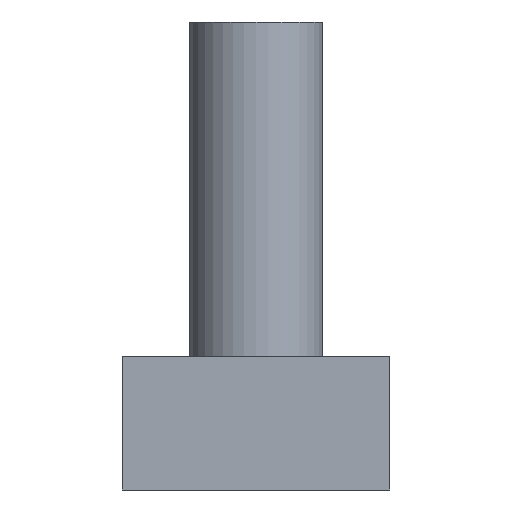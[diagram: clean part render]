
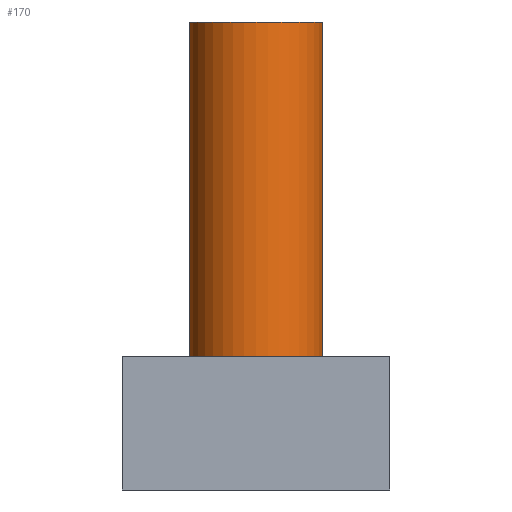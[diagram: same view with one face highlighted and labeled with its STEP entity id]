
A CAD part, left-side view. The second image highlights one B-rep face of the part: STEP entity #170.
In plain terms, the highlighted cylindrical face has radius 5 mm (diameter 10 mm), a full revolution.
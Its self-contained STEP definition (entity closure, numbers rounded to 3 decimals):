
#28=FACE_OUTER_BOUND('',#39,.T.);
#39=EDGE_LOOP('',(#128,#129,#130,#131));
#54=LINE('',#273,#69);
#69=VECTOR('',#224,5.);
#85=CIRCLE('',#198,5.);
#86=CIRCLE('',#199,5.);
#91=VERTEX_POINT('',#270);
#92=VERTEX_POINT('',#272);
#106=EDGE_CURVE('',#91,#91,#85,.T.);
#107=EDGE_CURVE('',#91,#92,#54,.T.);
#108=EDGE_CURVE('',#92,#92,#86,.T.);
#128=ORIENTED_EDGE('',*,*,#106,.F.);
#129=ORIENTED_EDGE('',*,*,#107,.T.);
#130=ORIENTED_EDGE('',*,*,#108,.F.);
#131=ORIENTED_EDGE('',*,*,#107,.F.);
#167=CYLINDRICAL_SURFACE('',#197,5.);
#170=ADVANCED_FACE('',(#28),#167,.T.);
#197=AXIS2_PLACEMENT_3D('',#269,#220,#221);
#198=AXIS2_PLACEMENT_3D('',#271,#222,#223);
#199=AXIS2_PLACEMENT_3D('',#274,#225,#226);
#220=DIRECTION('center_axis',(0.,0.,1.));
#221=DIRECTION('ref_axis',(-1.,0.,0.));
#222=DIRECTION('center_axis',(0.,0.,1.));
#223=DIRECTION('ref_axis',(-1.,0.,0.));
#224=DIRECTION('',(0.,0.,-1.));
#225=DIRECTION('center_axis',(0.,0.,-1.));
#226=DIRECTION('ref_axis',(-1.,0.,0.));
#269=CARTESIAN_POINT('Origin',(5.503,10.,10.));
#270=CARTESIAN_POINT('',(10.503,10.,35.));
#271=CARTESIAN_POINT('Origin',(5.503,10.,35.));
#272=CARTESIAN_POINT('',(10.503,10.,10.));
#273=CARTESIAN_POINT('',(10.503,10.,10.));
#274=CARTESIAN_POINT('Origin',(5.503,10.,10.));
